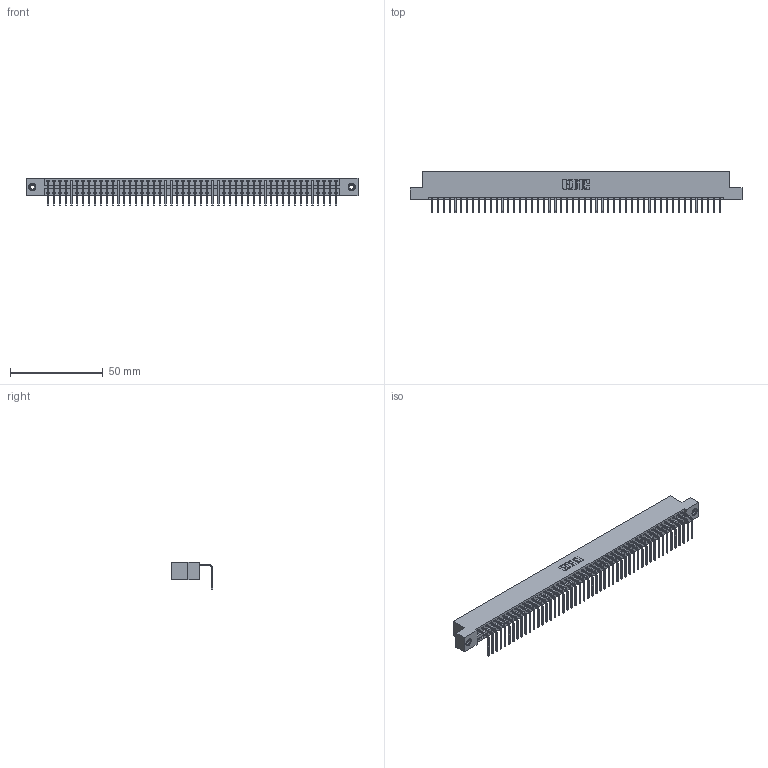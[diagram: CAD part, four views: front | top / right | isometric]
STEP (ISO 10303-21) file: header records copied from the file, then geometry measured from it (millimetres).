
FILE_DESCRIPTION (( 'STEP AP203' ), '1' );
FILE_NAME ('346-050-558-108.STEP', '2022-05-10T04:03:56', ( '' ), ( '' ), 'SwSTEP 2.0', 'SolidWorks 2020', '' );
FILE_SCHEMA (( 'CONFIG_CONTROL_DESIGN' ));
Length unit declared in the file: inch
Products named in the file (4): 346 Part_Flush Mounting Lugs - 0.156 Dia-TI; 345-292-001_558 Tail - 2; 346-050-558-108; 345-250-001_345-250-003-102
Assembly tree (53 placements, depth 2):
  346-050-558-108
    346 Part_Flush Mounting Lugs - 0.156 Dia-TI
    345-292-001_558 Tail - 2  x50
    345-250-001_345-250-003-102  x2
Bounding box: 179.32 x 22.16 x 14.73 mm (x, y, z)
Volume: 837.8 mm3; surface area: 22802.5 mm2
Topology: 52 solids, 53 shells, 3180 faces, 9565 edges, 6302 vertices
Faces by surface type: plane 2206, cylinder 958, cone 12, torus 4
Entity records: 31224 total; most frequent: CARTESIAN_POINT 5333, ORIENTED_EDGE 5310, DIRECTION 4721, EDGE_CURVE 2655, LINE 2303, VECTOR 2303, VERTEX_POINT 1764, AXIS2_PLACEMENT_3D 1209
